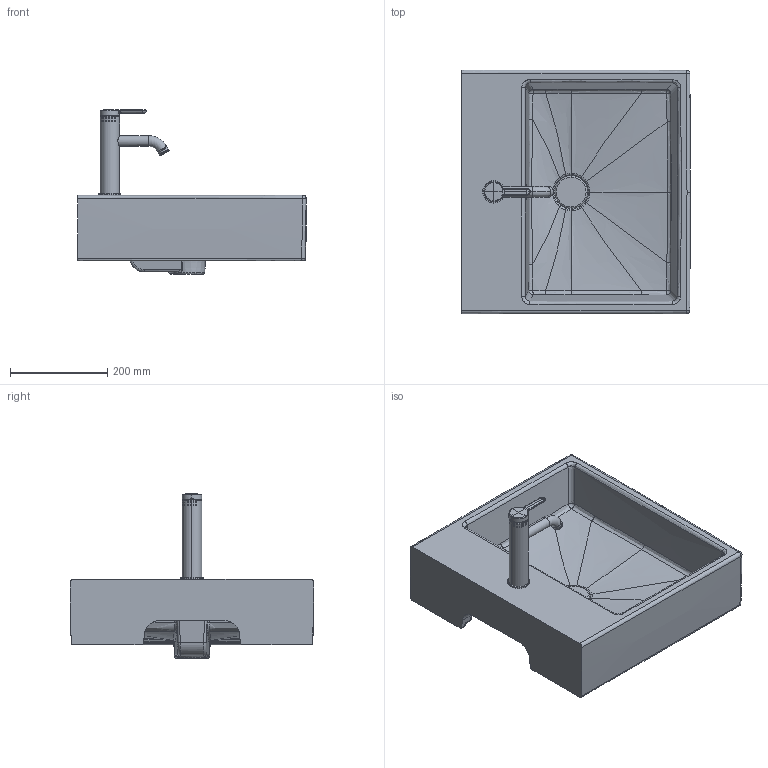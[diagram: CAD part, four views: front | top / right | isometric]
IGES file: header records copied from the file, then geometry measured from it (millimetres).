
Global section: file name: No Iges File Name specified; native system: Autodesk Inventor 2011; preprocessor: AutoDesk Inventor Iges Exporter R2011; author: Administrator; date: 20170704.203005; units: millimetre
Bounding box: 470.11 x 500.18 x 337.45 mm (x, y, z)
Volume: 11163024.8 mm3; surface area: 1034766.1 mm2
Topology: 8 solids, 11 shells, 589 faces, 1380 edges, 815 vertices
Faces by surface type: bspline 259, revolution 120, plane 95, cylinder 68, torus 35, cone 9, sphere 3
